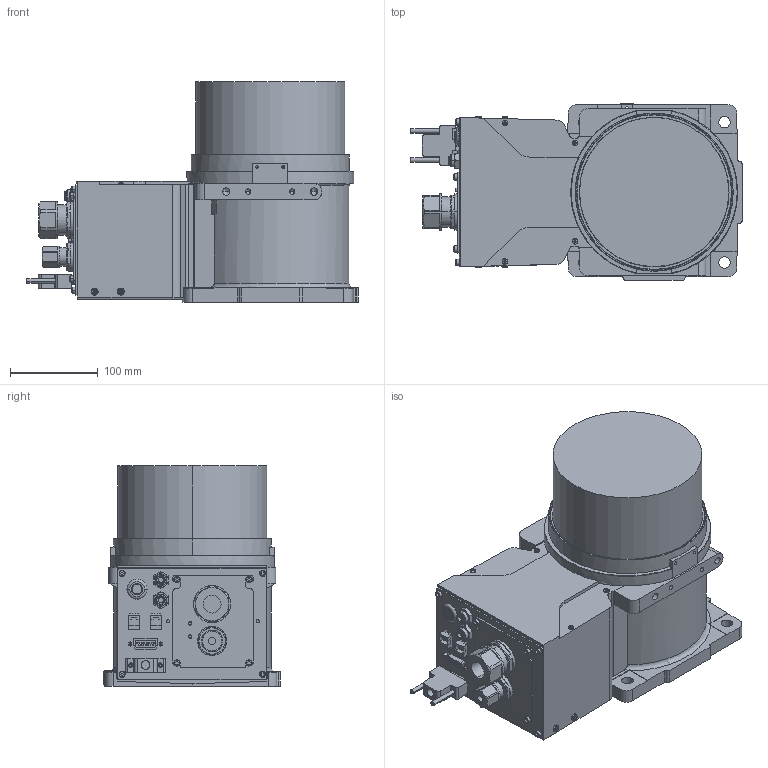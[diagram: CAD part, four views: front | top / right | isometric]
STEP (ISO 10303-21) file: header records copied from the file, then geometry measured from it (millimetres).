
FILE_DESCRIPTION((''),'2;1');
FILE_NAME('N6_A1000S_SR_B','2019-08-25T20:20:40',('arco0'),(''),'CREO PARAMETRIC BY PTC INC, 2018420','CREO PARAMETRIC BY PTC INC, 2018420','');
FILE_SCHEMA(('AUTOMOTIVE_DESIGN { 1 0 10303 214 1 1 1 1 }'));
Length unit declared in the file: millimetre
Products named in the file (1): N6_A1000S_SR_B
Bounding box: 378.1 x 200.8 x 251 mm (x, y, z)
Volume: 9401182.6 mm3; surface area: 394465.4 mm2
Topology: 1 solids, 1 shells, 941 faces, 2383 edges, 1516 vertices
Faces by surface type: plane 499, cylinder 281, cone 131, torus 22, sphere 8
Entity records: 35688 total; most frequent: CARTESIAN_POINT 5650, DIRECTION 4873, ORIENTED_EDGE 4686, PRESENTATION_STYLE_ASSIGNMENT 2344, STYLED_ITEM 2344, CURVE_STYLE 2343, EDGE_CURVE 2343, AXIS2_PLACEMENT_3D 1751
